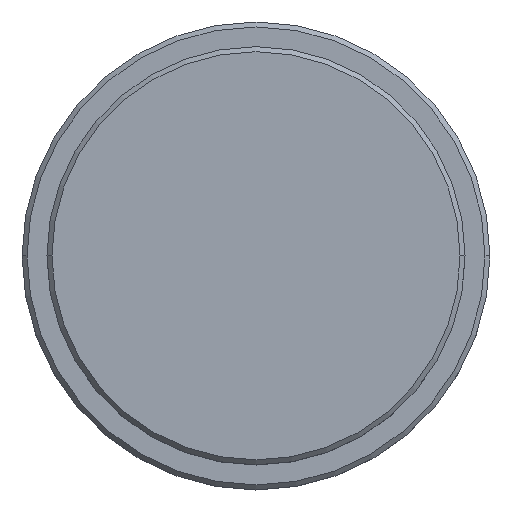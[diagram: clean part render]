
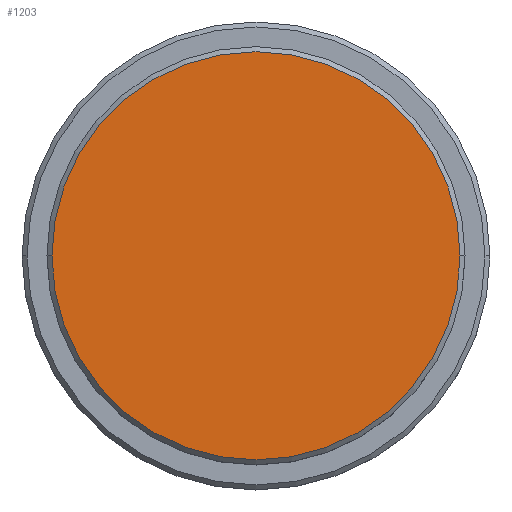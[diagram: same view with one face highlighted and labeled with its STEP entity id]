
A CAD part, top view. The second image highlights one B-rep face of the part: STEP entity #1203.
In plain terms, the highlighted planar face has unit normal (0, 0, 1).
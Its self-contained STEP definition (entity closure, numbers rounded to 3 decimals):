
#6 = EDGE_CURVE ( 'NONE', #349, #198, #1040, .T. ) ;
#10 = DIRECTION ( 'NONE',  ( 1., 0., 0. ) ) ;
#61 = CARTESIAN_POINT ( 'NONE',  ( 0., 0., 0. ) ) ;
#198 = VERTEX_POINT ( 'NONE', #1417 ) ;
#272 = AXIS2_PLACEMENT_3D ( 'NONE', #405, #429, #411 ) ;
#349 = VERTEX_POINT ( 'NONE', #900 ) ;
#368 = ORIENTED_EDGE ( 'NONE', *, *, #6, .T. ) ;
#405 = CARTESIAN_POINT ( 'NONE',  ( 0., 0., 0. ) ) ;
#411 = DIRECTION ( 'NONE',  ( 1., 0., 0. ) ) ;
#429 = DIRECTION ( 'NONE',  ( 0., 0., 1. ) ) ;
#498 = DIRECTION ( 'NONE',  ( 0., 0., 1. ) ) ;
#503 = DIRECTION ( 'NONE',  ( 1., 0., 0. ) ) ;
#532 = PLANE ( 'NONE',  #272 ) ;
#544 = CIRCLE ( 'NONE', #1332, 20.5 ) ;
#668 = EDGE_LOOP ( 'NONE', ( #1398, #368 ) ) ;
#673 = CARTESIAN_POINT ( 'NONE',  ( 0., 0., 0. ) ) ;
#886 = AXIS2_PLACEMENT_3D ( 'NONE', #61, #498, #503 ) ;
#900 = CARTESIAN_POINT ( 'NONE',  ( 20.5, 0., 0. ) ) ;
#915 = DIRECTION ( 'NONE',  ( 0., 0., 1. ) ) ;
#959 = FACE_OUTER_BOUND ( 'NONE', #668, .T. ) ;
#1040 = CIRCLE ( 'NONE', #886, 20.5 ) ;
#1203 = ADVANCED_FACE ( 'NONE', ( #959 ), #532, .T. ) ;
#1298 = EDGE_CURVE ( 'NONE', #198, #349, #544, .T. ) ;
#1332 = AXIS2_PLACEMENT_3D ( 'NONE', #673, #915, #10 ) ;
#1398 = ORIENTED_EDGE ( 'NONE', *, *, #1298, .T. ) ;
#1417 = CARTESIAN_POINT ( 'NONE',  ( -20.5, 0., 0. ) ) ;
